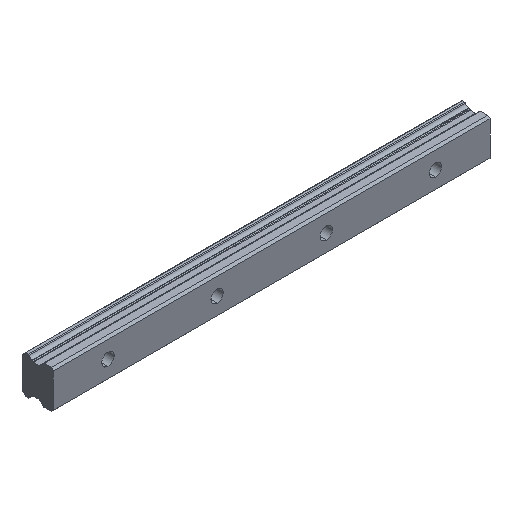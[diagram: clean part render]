
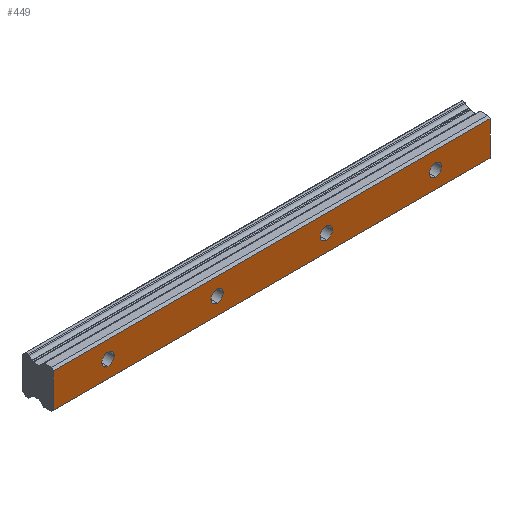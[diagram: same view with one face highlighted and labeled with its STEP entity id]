
A CAD part, isometric view. The second image highlights one B-rep face of the part: STEP entity #449.
In plain terms, the highlighted planar face has unit normal (0, -1, 0).
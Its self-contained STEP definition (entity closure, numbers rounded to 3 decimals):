
#4 = DIRECTION ( 'NONE',  ( 0., 0., 1. ) ) ;
#12 = ORIENTED_EDGE ( 'NONE', *, *, #405, .F. ) ;
#17 = DIRECTION ( 'NONE',  ( 0., -1., 0. ) ) ;
#19 = ORIENTED_EDGE ( 'NONE', *, *, #233, .F. ) ;
#39 = DIRECTION ( 'NONE',  ( 0., 0., 1. ) ) ;
#71 = ORIENTED_EDGE ( 'NONE', *, *, #415, .F. ) ;
#78 = FACE_BOUND ( 'NONE', #1679, .T. ) ;
#88 = DIRECTION ( 'NONE',  ( 0., 0., 1. ) ) ;
#95 = DIRECTION ( 'NONE',  ( 0., 0., 1. ) ) ;
#139 = ORIENTED_EDGE ( 'NONE', *, *, #289, .F. ) ;
#140 = CARTESIAN_POINT ( 'NONE',  ( 80., 0., -4.5 ) ) ;
#153 = CARTESIAN_POINT ( 'NONE',  ( -40., 0., 12.5 ) ) ;
#168 = ORIENTED_EDGE ( 'NONE', *, *, #983, .F. ) ;
#208 = CARTESIAN_POINT ( 'NONE',  ( -40., 0., 12.5 ) ) ;
#212 = EDGE_CURVE ( 'NONE', #380, #1227, #1739, .T. ) ;
#217 = LINE ( 'NONE', #208, #895 ) ;
#228 = DIRECTION ( 'NONE',  ( 0., 1., 0. ) ) ;
#229 = CARTESIAN_POINT ( 'NONE',  ( 0., 0., 0. ) ) ;
#233 = EDGE_CURVE ( 'NONE', #1227, #380, #1143, .T. ) ;
#289 = EDGE_CURVE ( 'NONE', #1185, #471, #715, .T. ) ;
#297 = EDGE_CURVE ( 'NONE', #1673, #1038, #798, .T. ) ;
#299 = VERTEX_POINT ( 'NONE', #153 ) ;
#301 = CIRCLE ( 'NONE', #1399, 4.5 ) ;
#312 = VERTEX_POINT ( 'NONE', #1760 ) ;
#376 = FACE_OUTER_BOUND ( 'NONE', #1908, .T. ) ;
#380 = VERTEX_POINT ( 'NONE', #949 ) ;
#383 = EDGE_CURVE ( 'NONE', #1038, #1673, #1119, .T. ) ;
#405 = EDGE_CURVE ( 'NONE', #1299, #1595, #829, .T. ) ;
#415 = EDGE_CURVE ( 'NONE', #299, #1618, #1853, .T. ) ;
#442 = DIRECTION ( 'NONE',  ( 0., -1., 0. ) ) ;
#449 = ADVANCED_FACE ( 'NONE', ( #376, #1409, #78, #670, #1562 ), #1257, .F. ) ;
#467 = DIRECTION ( 'NONE',  ( 0., -1., 0. ) ) ;
#471 = VERTEX_POINT ( 'NONE', #679 ) ;
#489 = CARTESIAN_POINT ( 'NONE',  ( 240., 0., -4.5 ) ) ;
#514 = CARTESIAN_POINT ( 'NONE',  ( 280., 0., 12.5 ) ) ;
#534 = DIRECTION ( 'NONE',  ( 0., 0., -1. ) ) ;
#580 = CARTESIAN_POINT ( 'NONE',  ( 240., 0., 0. ) ) ;
#582 = EDGE_LOOP ( 'NONE', ( #1166, #870 ) ) ;
#601 = CARTESIAN_POINT ( 'NONE',  ( 160., 0., 4.5 ) ) ;
#629 = ORIENTED_EDGE ( 'NONE', *, *, #1278, .F. ) ;
#656 = CARTESIAN_POINT ( 'NONE',  ( 80., 0., 0. ) ) ;
#667 = CARTESIAN_POINT ( 'NONE',  ( 0., 0., -4.5 ) ) ;
#670 = FACE_BOUND ( 'NONE', #1020, .T. ) ;
#679 = CARTESIAN_POINT ( 'NONE',  ( 240., 0., 4.5 ) ) ;
#715 = CIRCLE ( 'NONE', #1380, 4.5 ) ;
#798 = CIRCLE ( 'NONE', #1620, 4.5 ) ;
#799 = EDGE_CURVE ( 'NONE', #312, #1814, #1127, .T. ) ;
#801 = AXIS2_PLACEMENT_3D ( 'NONE', #963, #228, #1416 ) ;
#810 = DIRECTION ( 'NONE',  ( 0., 0., 1. ) ) ;
#824 = DIRECTION ( 'NONE',  ( 0., -1., 0. ) ) ;
#829 = LINE ( 'NONE', #1867, #1389 ) ;
#870 = ORIENTED_EDGE ( 'NONE', *, *, #383, .F. ) ;
#888 = ORIENTED_EDGE ( 'NONE', *, *, #799, .F. ) ;
#895 = VECTOR ( 'NONE', #1849, 1000. ) ;
#923 = EDGE_LOOP ( 'NONE', ( #924, #19 ) ) ;
#924 = ORIENTED_EDGE ( 'NONE', *, *, #212, .F. ) ;
#949 = CARTESIAN_POINT ( 'NONE',  ( 0., 0., 4.5 ) ) ;
#963 = CARTESIAN_POINT ( 'NONE',  ( 280., 0., 12.5 ) ) ;
#970 = DIRECTION ( 'NONE',  ( 0., -1., 0. ) ) ;
#983 = EDGE_CURVE ( 'NONE', #1814, #312, #301, .T. ) ;
#1018 = DIRECTION ( 'NONE',  ( 0., -1., 0. ) ) ;
#1020 = EDGE_LOOP ( 'NONE', ( #168, #888 ) ) ;
#1023 = CARTESIAN_POINT ( 'NONE',  ( 80., 0., 0. ) ) ;
#1038 = VERTEX_POINT ( 'NONE', #140 ) ;
#1119 = CIRCLE ( 'NONE', #1221, 4.5 ) ;
#1127 = CIRCLE ( 'NONE', #1155, 4.5 ) ;
#1143 = CIRCLE ( 'NONE', #1408, 4.5 ) ;
#1155 = AXIS2_PLACEMENT_3D ( 'NONE', #1344, #17, #39 ) ;
#1166 = ORIENTED_EDGE ( 'NONE', *, *, #297, .F. ) ;
#1185 = VERTEX_POINT ( 'NONE', #489 ) ;
#1221 = AXIS2_PLACEMENT_3D ( 'NONE', #656, #970, #810 ) ;
#1226 = ORIENTED_EDGE ( 'NONE', *, *, #1901, .F. ) ;
#1227 = VERTEX_POINT ( 'NONE', #667 ) ;
#1243 = DIRECTION ( 'NONE',  ( 1., 0., 0. ) ) ;
#1255 = LINE ( 'NONE', #514, #1576 ) ;
#1257 = PLANE ( 'NONE',  #801 ) ;
#1263 = ORIENTED_EDGE ( 'NONE', *, *, #1340, .F. ) ;
#1275 = CARTESIAN_POINT ( 'NONE',  ( 0., 0., 0. ) ) ;
#1278 = EDGE_CURVE ( 'NONE', #1618, #1299, #1255, .T. ) ;
#1299 = VERTEX_POINT ( 'NONE', #1385 ) ;
#1311 = DIRECTION ( 'NONE',  ( 0., 0., 1. ) ) ;
#1333 = CARTESIAN_POINT ( 'NONE',  ( 280., 0., 12.5 ) ) ;
#1340 = EDGE_CURVE ( 'NONE', #1595, #299, #217, .T. ) ;
#1344 = CARTESIAN_POINT ( 'NONE',  ( 160., 0., 0. ) ) ;
#1380 = AXIS2_PLACEMENT_3D ( 'NONE', #1900, #442, #4 ) ;
#1385 = CARTESIAN_POINT ( 'NONE',  ( 280., 0., -12.5 ) ) ;
#1389 = VECTOR ( 'NONE', #1404, 1000. ) ;
#1399 = AXIS2_PLACEMENT_3D ( 'NONE', #1652, #467, #1520 ) ;
#1404 = DIRECTION ( 'NONE',  ( -1., 0., 0. ) ) ;
#1408 = AXIS2_PLACEMENT_3D ( 'NONE', #1275, #1862, #88 ) ;
#1409 = FACE_BOUND ( 'NONE', #923, .T. ) ;
#1416 = DIRECTION ( 'NONE',  ( 0., 0., 1. ) ) ;
#1483 = DIRECTION ( 'NONE',  ( 0., 0., 1. ) ) ;
#1520 = DIRECTION ( 'NONE',  ( 0., 0., 1. ) ) ;
#1555 = AXIS2_PLACEMENT_3D ( 'NONE', #580, #1018, #1311 ) ;
#1562 = FACE_BOUND ( 'NONE', #582, .T. ) ;
#1576 = VECTOR ( 'NONE', #534, 1000. ) ;
#1584 = AXIS2_PLACEMENT_3D ( 'NONE', #229, #824, #95 ) ;
#1595 = VERTEX_POINT ( 'NONE', #1638 ) ;
#1618 = VERTEX_POINT ( 'NONE', #1333 ) ;
#1620 = AXIS2_PLACEMENT_3D ( 'NONE', #1023, #1623, #1483 ) ;
#1623 = DIRECTION ( 'NONE',  ( 0., -1., 0. ) ) ;
#1638 = CARTESIAN_POINT ( 'NONE',  ( -40., 0., -12.5 ) ) ;
#1652 = CARTESIAN_POINT ( 'NONE',  ( 160., 0., 0. ) ) ;
#1673 = VERTEX_POINT ( 'NONE', #1915 ) ;
#1679 = EDGE_LOOP ( 'NONE', ( #1226, #139 ) ) ;
#1739 = CIRCLE ( 'NONE', #1584, 4.5 ) ;
#1760 = CARTESIAN_POINT ( 'NONE',  ( 160., 0., -4.5 ) ) ;
#1814 = VERTEX_POINT ( 'NONE', #601 ) ;
#1830 = CIRCLE ( 'NONE', #1555, 4.5 ) ;
#1846 = CARTESIAN_POINT ( 'NONE',  ( 280., 0., 12.5 ) ) ;
#1849 = DIRECTION ( 'NONE',  ( 0., 0., 1. ) ) ;
#1853 = LINE ( 'NONE', #1846, #1874 ) ;
#1862 = DIRECTION ( 'NONE',  ( 0., -1., 0. ) ) ;
#1867 = CARTESIAN_POINT ( 'NONE',  ( 280., 0., -12.5 ) ) ;
#1874 = VECTOR ( 'NONE', #1243, 1000. ) ;
#1900 = CARTESIAN_POINT ( 'NONE',  ( 240., 0., 0. ) ) ;
#1901 = EDGE_CURVE ( 'NONE', #471, #1185, #1830, .T. ) ;
#1908 = EDGE_LOOP ( 'NONE', ( #12, #629, #71, #1263 ) ) ;
#1915 = CARTESIAN_POINT ( 'NONE',  ( 80., 0., 4.5 ) ) ;
